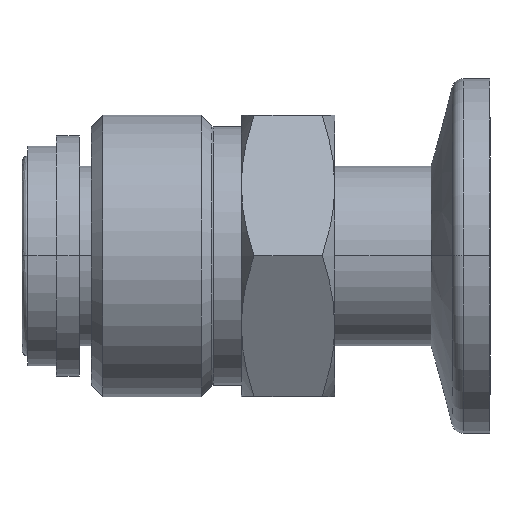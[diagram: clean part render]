
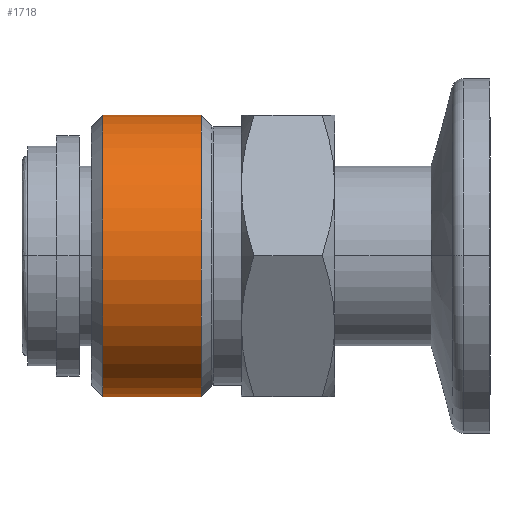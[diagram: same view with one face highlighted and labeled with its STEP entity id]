
A CAD part, top view. The second image highlights one B-rep face of the part: STEP entity #1718.
In plain terms, the highlighted cylindrical face has radius 11.9 mm (diameter 23.8 mm), a partial arc.
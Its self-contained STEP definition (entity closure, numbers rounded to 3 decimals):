
#95 = DIRECTION ( 'NONE',  ( 0., -1., 0. ) ) ;
#203 = CARTESIAN_POINT ( 'NONE',  ( -19.416, 11.9, 0. ) ) ;
#267 = VECTOR ( 'NONE', #2983, 1000. ) ;
#301 = CARTESIAN_POINT ( 'NONE',  ( -23.588, 11.9, 0. ) ) ;
#344 = CARTESIAN_POINT ( 'NONE',  ( -23.588, 0., 0. ) ) ;
#463 = DIRECTION ( 'NONE',  ( 0., -1., 0. ) ) ;
#515 = ORIENTED_EDGE ( 'NONE', *, *, #774, .F. ) ;
#547 = VECTOR ( 'NONE', #1594, 1000. ) ;
#554 = CARTESIAN_POINT ( 'NONE',  ( -27.76, 11.9, 0. ) ) ;
#642 = CIRCLE ( 'NONE', #3272, 11.9 ) ;
#690 = EDGE_LOOP ( 'NONE', ( #697, #1392, #2259, #515 ) ) ;
#697 = ORIENTED_EDGE ( 'NONE', *, *, #1027, .T. ) ;
#734 = AXIS2_PLACEMENT_3D ( 'NONE', #344, #1901, #95 ) ;
#757 = FACE_OUTER_BOUND ( 'NONE', #690, .T. ) ;
#774 = EDGE_CURVE ( 'NONE', #3323, #2931, #976, .T. ) ;
#882 = EDGE_CURVE ( 'NONE', #2931, #1544, #642, .T. ) ;
#976 = LINE ( 'NONE', #1045, #267 ) ;
#1027 = EDGE_CURVE ( 'NONE', #3323, #2249, #3297, .T. ) ;
#1045 = CARTESIAN_POINT ( 'NONE',  ( -23.588, -11.9, 0. ) ) ;
#1101 = CARTESIAN_POINT ( 'NONE',  ( -19.416, -11.9, 0. ) ) ;
#1251 = DIRECTION ( 'NONE',  ( -1., 0., 0. ) ) ;
#1330 = LINE ( 'NONE', #301, #547 ) ;
#1392 = ORIENTED_EDGE ( 'NONE', *, *, #2564, .T. ) ;
#1544 = VERTEX_POINT ( 'NONE', #554 ) ;
#1594 = DIRECTION ( 'NONE',  ( -1., 0., 0. ) ) ;
#1718 = ADVANCED_FACE ( 'NONE', ( #757 ), #3074, .T. ) ;
#1901 = DIRECTION ( 'NONE',  ( -1., 0., 0. ) ) ;
#1920 = CARTESIAN_POINT ( 'NONE',  ( -27.76, -11.9, 0. ) ) ;
#2192 = CARTESIAN_POINT ( 'NONE',  ( -27.76, 0., 0. ) ) ;
#2201 = DIRECTION ( 'NONE',  ( -1., 0., 0. ) ) ;
#2216 = DIRECTION ( 'NONE',  ( 0., 0., 1. ) ) ;
#2249 = VERTEX_POINT ( 'NONE', #203 ) ;
#2259 = ORIENTED_EDGE ( 'NONE', *, *, #882, .F. ) ;
#2564 = EDGE_CURVE ( 'NONE', #2249, #1544, #1330, .T. ) ;
#2633 = AXIS2_PLACEMENT_3D ( 'NONE', #3034, #1251, #463 ) ;
#2931 = VERTEX_POINT ( 'NONE', #1920 ) ;
#2983 = DIRECTION ( 'NONE',  ( -1., 0., 0. ) ) ;
#3034 = CARTESIAN_POINT ( 'NONE',  ( -19.416, 0., 0. ) ) ;
#3074 = CYLINDRICAL_SURFACE ( 'NONE', #734, 11.9 ) ;
#3272 = AXIS2_PLACEMENT_3D ( 'NONE', #2192, #2201, #2216 ) ;
#3297 = CIRCLE ( 'NONE', #2633, 11.9 ) ;
#3323 = VERTEX_POINT ( 'NONE', #1101 ) ;
